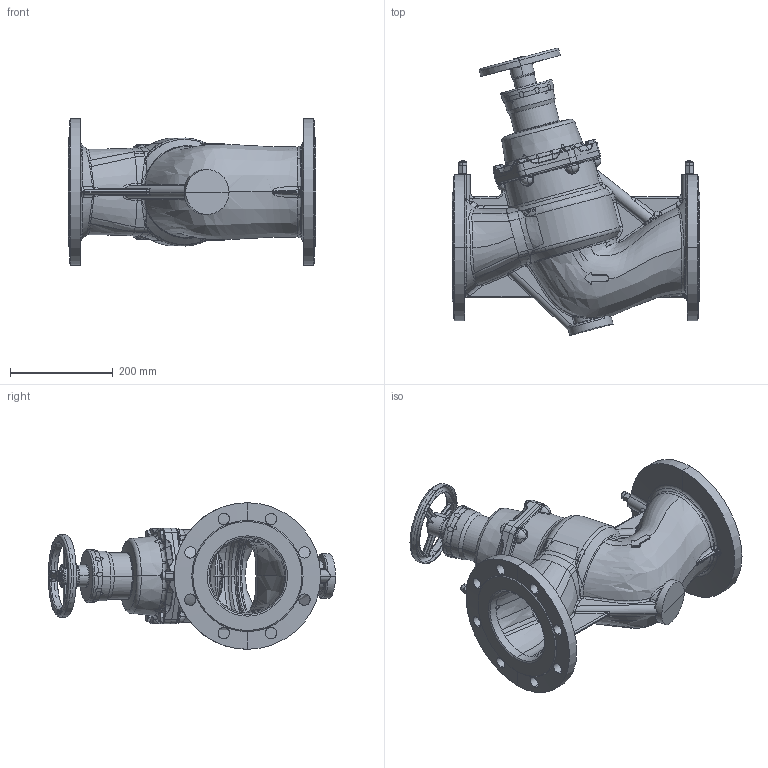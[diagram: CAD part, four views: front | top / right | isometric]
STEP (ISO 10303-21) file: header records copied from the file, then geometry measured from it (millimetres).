
FILE_DESCRIPTION(('CATIA V5 STEP Exchange','CAx-IF Rec.Pracs.--- Model Styling and Organization---1.4--- 2014-01-23','CAx-IF Rec.Pracs.---3D Tessellated Data Validation Properties---0.5---2014-09-14'),'2;1');
FILE_NAME('STEP_130152_-_TST.stp','2020-11-18T12:25:52+00:00',('none'),('none'),'CATIA Version 5-6 Release 2019 SP3','CATIA V5 STEP AP242 v1','none');
FILE_SCHEMA(('AP242_MANAGED_MODEL_BASED_3D_ENGINEERING_MIM_LF {1 0 10303 442 1 1 4}'));
Products named in the file (1): 130152 - TST
Bounding box: 480 x 558.45 x 285 mm (x, y, z)
Volume: 9453937.2 mm3; surface area: 983161.3 mm2
Topology: 1 solids, 9 shells, 1946 faces, 5222 edges, 3268 vertices
Faces by surface type: bspline 831, plane 359, cylinder 295, cone 241, torus 160, sphere 60
Entity records: 97063 total; most frequent: CARTESIAN_POINT 61948, ORIENTED_EDGE 10304, EDGE_CURVE 5152, VERTEX_POINT 3268, DIRECTION 3062, B_SPLINE_CURVE_WITH_KNOTS 2373, EDGE_LOOP 2018, ADVANCED_FACE 1946
